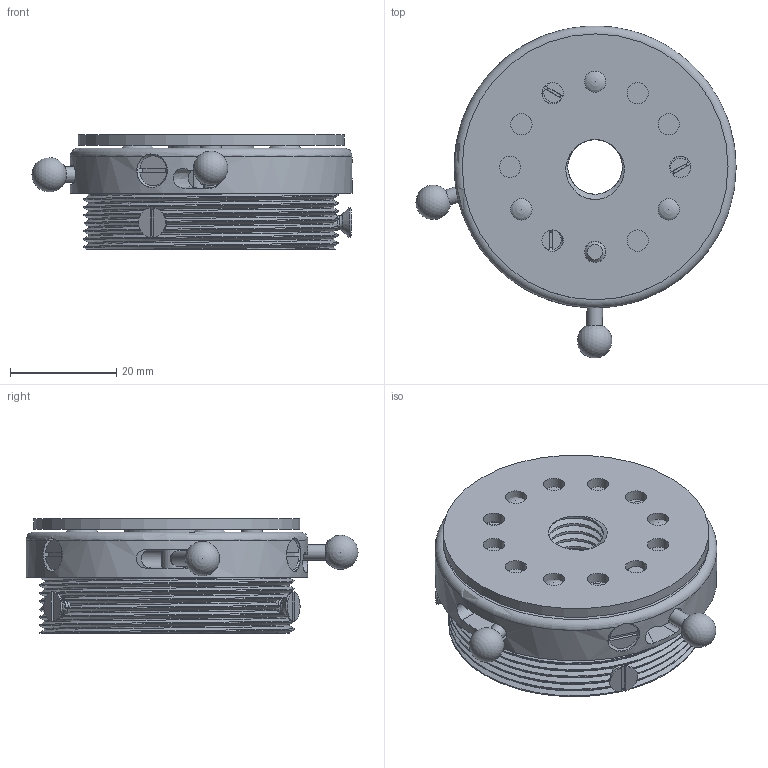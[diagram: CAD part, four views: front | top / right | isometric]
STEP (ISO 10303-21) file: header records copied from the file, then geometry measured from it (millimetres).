
FILE_DESCRIPTION(/* description */ (''),/* implementation_level */ '2;1');
FILE_NAME(/* name */ 'PRD-0109-1xxx_C-Wrist v205.step',/* time_stamp */ '2021-06-29T11:46:51+02:00',/* author */ (''),/* organization */ (''),/* preprocessor_version */ 'ST-DEVELOPER v18.1',/* originating_system */ 'Autodesk Translation Framework v10.9.0.1377',/* authorisation */ '');
FILE_SCHEMA (('AUTOMOTIVE_DESIGN { 1 0 10303 214 3 1 1 }'));
Length unit declared in the file: millimetre
Products named in the file (28): PRD-0109-1xxx_C-Wrist; ASM-0109-13xx_B-Outer_body; 1403001; M-0109_1301-Lamination_ring_C; 1403001_1; ASM-0109-14xx-Tool_holder; M-0109-1401-Attachment_Plate_M12_A; ASM-0109-11xx-Inner_body; M-0109_1101-Wrist_Internal_Body_C; ASM-0109_113x-Locking_Mechanism; M-0109_1132-Locking_Pin_A; M-0109_1131-Locking_Lever_B; C-0109_1133-FERROFLEX_VD-052C; M-0109_1102-Cover Plate_B; ASM-0109_114x-Spring Ball Mechanisms; C-0109-1141-Ball_D7_mm_SS; C-0109_1142-FERROFLEX_VD-101; 210208-2X6; ASM-0109-12xx-Quick_connection; M-0109_1202-Blade_Opener_Lever_B; M-0109-03_1203-Blade1_B; C-0109_1205-FERROFLEX RZ_043I; _M-0109_1201-Blade_Opener A; M-0109-03_1204-Blade2_B; E-LIB-SCR-TCL_M2x6_00_A4_DIN85; _ASM-0109-15xx-Blasdes_holder; M-0109-1501-Blades_holder; E-LIB-SCR-TCHC_M2x6_00_A4_DIN912
Assembly tree (39 placements, depth 4):
  PRD-0109-1xxx_C-Wrist
    ASM-0109-13xx_B-Outer_body
      1403001  x3
      M-0109_1301-Lamination_ring_C
      1403001_1  x3
    ASM-0109-14xx-Tool_holder
      M-0109-1401-Attachment_Plate_M12_A
    ASM-0109-11xx-Inner_body
      M-0109_1101-Wrist_Internal_Body_C
      ASM-0109_113x-Locking_Mechanism
        M-0109_1132-Locking_Pin_A
        M-0109_1131-Locking_Lever_B
        C-0109_1133-FERROFLEX_VD-052C
      M-0109_1102-Cover Plate_B
      ASM-0109_114x-Spring Ball Mechanisms
        C-0109-1141-Ball_D7_mm_SS  x3
        C-0109_1142-FERROFLEX_VD-101  x3
      210208-2X6  x3
    ASM-0109-12xx-Quick_connection
      M-0109_1202-Blade_Opener_Lever_B
      M-0109-03_1203-Blade1_B
      C-0109_1205-FERROFLEX RZ_043I
      _M-0109_1201-Blade_Opener A
      M-0109-03_1204-Blade2_B
      E-LIB-SCR-TCL_M2x6_00_A4_DIN85  x2
    _ASM-0109-15xx-Blasdes_holder
      M-0109-1501-Blades_holder
      E-LIB-SCR-TCHC_M2x6_00_A4_DIN912  x2
Bounding box: 60.18 x 62.42 x 21.5 mm (x, y, z)
Volume: 29443.1 mm3; surface area: 27387.1 mm2
Topology: 32 solids, 32 shells, 533 faces, 1392 edges, 914 vertices
Faces by surface type: cylinder 222, plane 192, cone 45, bspline 45, torus 22, sphere 7
Full cylindrical faces by diameter (mm): 0.5 x4, 1.623 x5, 1.933 x3, 2 x4, 2.356 x4, 2.529 x9, 2.625 x6, 2.8 x1, 2.927 x17, 3 x2, 3.4 x3, 3.8 x4, 3.9 x1, 4 x14, 4.5 x1, 4.8 x2, 5 x5, 6 x2, 6.3 x3, 7.2 x3, 10.274 x10, 12.226 x10, 13.5 x1, 16 x3, 16.2 x1, 41.3 x1, 41.5 x2, 46.127 x3, 47.85 x4, 50 x1
Entity records: 31523 total; most frequent: CARTESIAN_POINT 20522, ORIENTED_EDGE 2226, DIRECTION 1992, EDGE_CURVE 1113, AXIS2_PLACEMENT_3D 796, VERTEX_POINT 744, EDGE_LOOP 515, FACE_OUTER_BOUND 418
